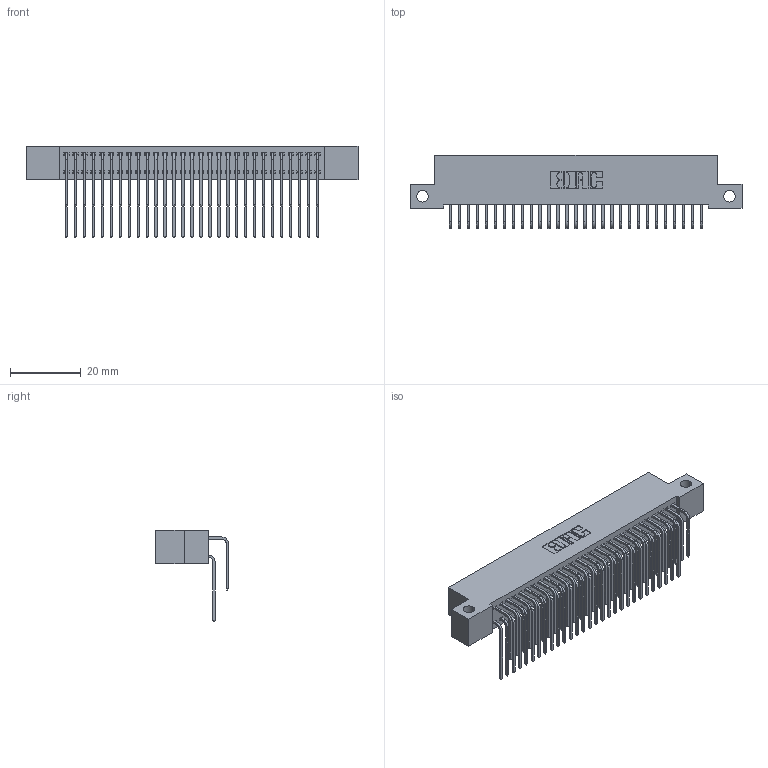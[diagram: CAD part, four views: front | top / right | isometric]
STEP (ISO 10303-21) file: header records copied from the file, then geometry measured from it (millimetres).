
FILE_DESCRIPTION (( 'STEP AP203' ), '1' );
FILE_NAME ('392-058-559-212.STEP', '2019-10-08T17:06:36', ( '' ), ( '' ), 'SwSTEP 2.0', 'SolidWorks 2016', '' );
FILE_SCHEMA (( 'CONFIG_CONTROL_DESIGN' ));
Length unit declared in the file: inch
Products named in the file (4): 342 Part_Side Mount; 345-292-001_558 559 Tail - 1; 345-292-001_559 Tail - 2; 392-058-559-212
Assembly tree (59 placements, depth 2):
  392-058-559-212
    342 Part_Side Mount
    345-292-001_558 559 Tail - 1  x29
    345-292-001_559 Tail - 2  x29
Bounding box: 93.98 x 20.64 x 25.78 mm (x, y, z)
Volume: 8643.2 mm3; surface area: 15102.4 mm2
Topology: 59 solids, 59 shells, 3242 faces, 9637 edges, 6346 vertices
Faces by surface type: plane 2270, cylinder 972
Entity records: 21993 total; most frequent: CARTESIAN_POINT 3709, ORIENTED_EDGE 3594, DIRECTION 3173, EDGE_CURVE 1797, VECTOR 1629, LINE 1629, VERTEX_POINT 1194, AXIS2_PLACEMENT_3D 772
